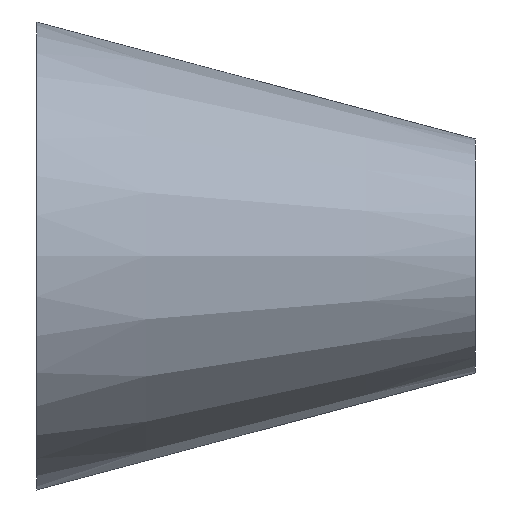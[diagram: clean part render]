
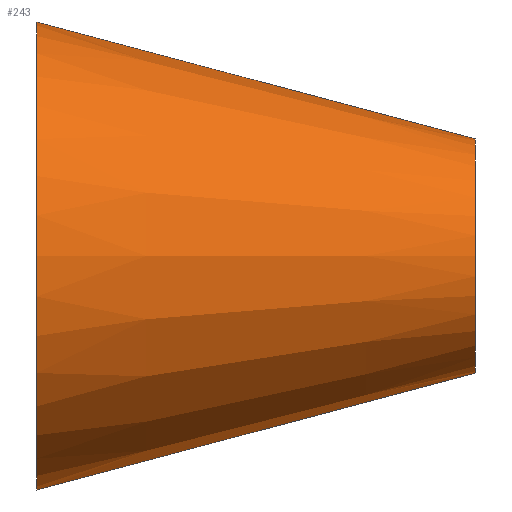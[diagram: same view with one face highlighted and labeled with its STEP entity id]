
A CAD part, front view. The second image highlights one B-rep face of the part: STEP entity #243.
In plain terms, the highlighted conical face has half-angle 14.931 degrees and reference radius 8 mm.
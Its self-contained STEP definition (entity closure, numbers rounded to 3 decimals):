
#6 = CONICAL_SURFACE ( 'NONE', #247, 8., 0.261 ) ;
#15 = ORIENTED_EDGE ( 'NONE', *, *, #217, .T. ) ;
#30 = DIRECTION ( 'NONE',  ( 0., 0., -1. ) ) ;
#37 = CARTESIAN_POINT ( 'NONE',  ( 0., 0., 0. ) ) ;
#40 = VECTOR ( 'NONE', #65, 1000. ) ;
#41 = CARTESIAN_POINT ( 'NONE',  ( 30., 0., 8. ) ) ;
#45 = CIRCLE ( 'NONE', #191, 8. ) ;
#50 = CARTESIAN_POINT ( 'NONE',  ( 30., 0., -8. ) ) ;
#57 = DIRECTION ( 'NONE',  ( -1., 0., 0. ) ) ;
#65 = DIRECTION ( 'NONE',  ( -0.966, 0., -0.258 ) ) ;
#78 = EDGE_CURVE ( 'NONE', #208, #192, #134, .T. ) ;
#87 = ORIENTED_EDGE ( 'NONE', *, *, #78, .T. ) ;
#96 = ORIENTED_EDGE ( 'NONE', *, *, #105, .F. ) ;
#99 = CARTESIAN_POINT ( 'NONE',  ( 30., 0., 8. ) ) ;
#102 = DIRECTION ( 'NONE',  ( 1., 0., 0. ) ) ;
#104 = CARTESIAN_POINT ( 'NONE',  ( 30., 0., -8. ) ) ;
#105 = EDGE_CURVE ( 'NONE', #208, #145, #45, .T. ) ;
#106 = LINE ( 'NONE', #104, #40 ) ;
#107 = VERTEX_POINT ( 'NONE', #165 ) ;
#115 = DIRECTION ( 'NONE',  ( -0.966, 0., 0.258 ) ) ;
#128 = EDGE_CURVE ( 'NONE', #145, #107, #106, .T. ) ;
#134 = LINE ( 'NONE', #41, #136 ) ;
#136 = VECTOR ( 'NONE', #115, 1000. ) ;
#145 = VERTEX_POINT ( 'NONE', #50 ) ;
#156 = DIRECTION ( 'NONE',  ( 0., 0., -1. ) ) ;
#164 = CARTESIAN_POINT ( 'NONE',  ( 0., 0., 16. ) ) ;
#165 = CARTESIAN_POINT ( 'NONE',  ( 0., 0., -16. ) ) ;
#171 = CARTESIAN_POINT ( 'NONE',  ( 30., 0., 0. ) ) ;
#176 = AXIS2_PLACEMENT_3D ( 'NONE', #37, #216, #156 ) ;
#185 = ORIENTED_EDGE ( 'NONE', *, *, #128, .F. ) ;
#191 = AXIS2_PLACEMENT_3D ( 'NONE', #228, #102, #30 ) ;
#192 = VERTEX_POINT ( 'NONE', #164 ) ;
#194 = FACE_OUTER_BOUND ( 'NONE', #244, .T. ) ;
#208 = VERTEX_POINT ( 'NONE', #99 ) ;
#216 = DIRECTION ( 'NONE',  ( 1., 0., 0. ) ) ;
#217 = EDGE_CURVE ( 'NONE', #192, #107, #220, .T. ) ;
#220 = CIRCLE ( 'NONE', #176, 16. ) ;
#228 = CARTESIAN_POINT ( 'NONE',  ( 30., 0., 0. ) ) ;
#235 = DIRECTION ( 'NONE',  ( 0., 0., 1. ) ) ;
#243 = ADVANCED_FACE ( 'NONE', ( #194 ), #6, .T. ) ;
#244 = EDGE_LOOP ( 'NONE', ( #185, #96, #87, #15 ) ) ;
#247 = AXIS2_PLACEMENT_3D ( 'NONE', #171, #57, #235 ) ;
